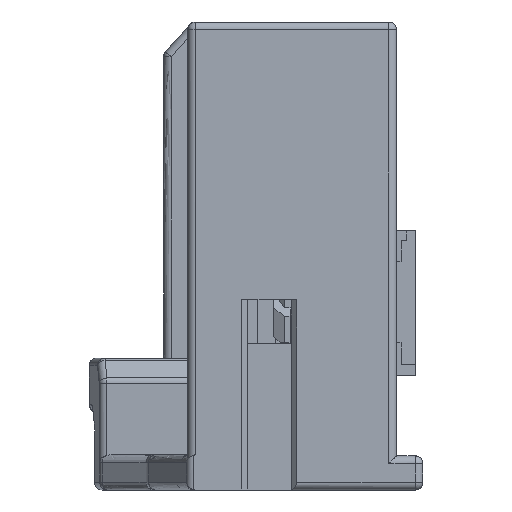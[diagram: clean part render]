
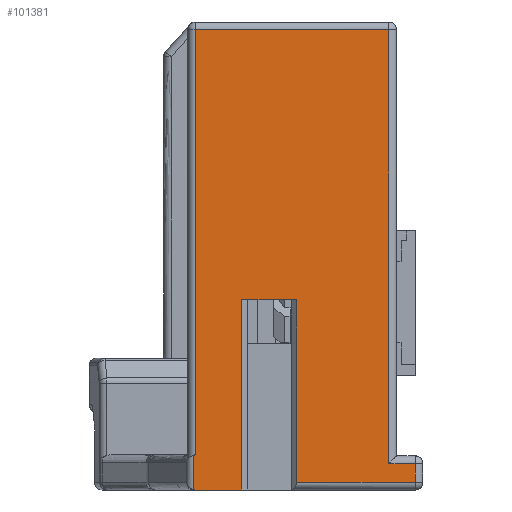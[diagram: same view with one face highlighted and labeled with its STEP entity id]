
A CAD part, left-side view. The second image highlights one B-rep face of the part: STEP entity #101381.
In plain terms, the highlighted planar face has unit normal (-1, 0, 0).
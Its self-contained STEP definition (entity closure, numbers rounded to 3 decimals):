
#53=CARTESIAN_POINT('',(-23.55,10.429,-11.414));
#54=VERTEX_POINT('',#53);
#100=CARTESIAN_POINT('',(-23.55,10.338,-11.425));
#101=VERTEX_POINT('',#100);
#111=CARTESIAN_POINT('',(-23.55,10.429,-11.414));
#112=CARTESIAN_POINT('',(-23.55,10.411,-11.418));
#113=CARTESIAN_POINT('',(-23.55,10.393,-11.422));
#114=CARTESIAN_POINT('',(-23.55,10.375,-11.424));
#115=CARTESIAN_POINT('',(-23.55,10.357,-11.425));
#116=CARTESIAN_POINT('',(-23.55,10.338,-11.425));
#117=B_SPLINE_CURVE_WITH_KNOTS('',5,(#111,#112,#113,#114,#115,#116),.UNSPECIFIED.,.F.,.U.,(6,6),(0.,0.246),.UNSPECIFIED.);
#118=EDGE_CURVE('',#54,#101,#117,.T.);
#295=CARTESIAN_POINT('',(-23.55,8.25,-11.425));
#296=VERTEX_POINT('',#295);
#306=CARTESIAN_POINT('',(-23.55,10.338,-11.425));
#307=CARTESIAN_POINT('',(-23.55,9.921,-11.425));
#308=CARTESIAN_POINT('',(-23.55,9.503,-11.425));
#309=CARTESIAN_POINT('',(-23.55,9.085,-11.425));
#310=CARTESIAN_POINT('',(-23.55,8.668,-11.425));
#311=CARTESIAN_POINT('',(-23.55,8.25,-11.425));
#312=B_SPLINE_CURVE_WITH_KNOTS('',5,(#306,#307,#308,#309,#310,#311),.UNSPECIFIED.,.F.,.U.,(6,6),(0.,2.088),.UNSPECIFIED.);
#313=EDGE_CURVE('',#101,#296,#312,.T.);
#2718=CARTESIAN_POINT('',(-23.55,8.25,-2.775));
#2719=VERTEX_POINT('',#2718);
#2729=CARTESIAN_POINT('',(-23.55,8.25,-11.425));
#2730=CARTESIAN_POINT('',(-23.55,8.25,-9.695));
#2731=CARTESIAN_POINT('',(-23.55,8.25,-7.965));
#2732=CARTESIAN_POINT('',(-23.55,8.25,-6.235));
#2733=CARTESIAN_POINT('',(-23.55,8.25,-4.505));
#2734=CARTESIAN_POINT('',(-23.55,8.25,-2.775));
#2735=B_SPLINE_CURVE_WITH_KNOTS('',5,(#2729,#2730,#2731,#2732,#2733,#2734),.UNSPECIFIED.,.F.,.U.,(6,6),(0.,8.65),.UNSPECIFIED.);
#2736=EDGE_CURVE('',#296,#2719,#2735,.T.);
#2780=CARTESIAN_POINT('',(-23.55,5.75,-2.775));
#2781=VERTEX_POINT('',#2780);
#2791=CARTESIAN_POINT('',(-23.55,8.25,-2.775));
#2792=CARTESIAN_POINT('',(-23.55,7.75,-2.775));
#2793=CARTESIAN_POINT('',(-23.55,7.25,-2.775));
#2794=CARTESIAN_POINT('',(-23.55,6.75,-2.775));
#2795=CARTESIAN_POINT('',(-23.55,6.25,-2.775));
#2796=CARTESIAN_POINT('',(-23.55,5.75,-2.775));
#2797=B_SPLINE_CURVE_WITH_KNOTS('',5,(#2791,#2792,#2793,#2794,#2795,#2796),.UNSPECIFIED.,.F.,.U.,(6,6),(0.,2.5),.UNSPECIFIED.);
#2798=EDGE_CURVE('',#2719,#2781,#2797,.T.);
#2818=CARTESIAN_POINT('',(-23.55,5.75,-11.075));
#2819=VERTEX_POINT('',#2818);
#2820=CARTESIAN_POINT('',(-23.55,5.75,-2.775));
#2821=CARTESIAN_POINT('',(-23.55,5.75,-4.435));
#2822=CARTESIAN_POINT('',(-23.55,5.75,-6.095));
#2823=CARTESIAN_POINT('',(-23.55,5.75,-7.755));
#2824=CARTESIAN_POINT('',(-23.55,5.75,-9.415));
#2825=CARTESIAN_POINT('',(-23.55,5.75,-11.075));
#2826=B_SPLINE_CURVE_WITH_KNOTS('',5,(#2820,#2821,#2822,#2823,#2824,#2825),.UNSPECIFIED.,.F.,.U.,(6,6),(0.,8.3),.UNSPECIFIED.);
#2827=EDGE_CURVE('',#2781,#2819,#2826,.T.);
#2860=CARTESIAN_POINT('',(-23.55,0.35,-11.075));
#2861=VERTEX_POINT('',#2860);
#2862=CARTESIAN_POINT('',(-23.55,5.75,-11.075));
#2863=CARTESIAN_POINT('',(-23.55,4.67,-11.075));
#2864=CARTESIAN_POINT('',(-23.55,3.59,-11.075));
#2865=CARTESIAN_POINT('',(-23.55,2.51,-11.075));
#2866=CARTESIAN_POINT('',(-23.55,1.43,-11.075));
#2867=CARTESIAN_POINT('',(-23.55,0.35,-11.075));
#2868=B_SPLINE_CURVE_WITH_KNOTS('',5,(#2862,#2863,#2864,#2865,#2866,#2867),.UNSPECIFIED.,.F.,.U.,(6,6),(0.,5.4),.UNSPECIFIED.);
#2869=EDGE_CURVE('',#2819,#2861,#2868,.T.);
#2939=CARTESIAN_POINT('',(-23.55,0.35,-10.225));
#2940=VERTEX_POINT('',#2939);
#2959=CARTESIAN_POINT('',(-23.55,0.35,-11.075));
#2960=CARTESIAN_POINT('',(-23.55,0.35,-10.905));
#2961=CARTESIAN_POINT('',(-23.55,0.35,-10.735));
#2962=CARTESIAN_POINT('',(-23.55,0.35,-10.565));
#2963=CARTESIAN_POINT('',(-23.55,0.35,-10.395));
#2964=CARTESIAN_POINT('',(-23.55,0.35,-10.225));
#2965=B_SPLINE_CURVE_WITH_KNOTS('',5,(#2959,#2960,#2961,#2962,#2963,#2964),.UNSPECIFIED.,.F.,.U.,(6,6),(0.,0.85),.UNSPECIFIED.);
#2966=EDGE_CURVE('',#2861,#2940,#2965,.T.);
#2989=CARTESIAN_POINT('',(-23.55,1.55,-10.225));
#2990=VERTEX_POINT('',#2989);
#3009=CARTESIAN_POINT('',(-23.55,0.35,-10.225));
#3010=CARTESIAN_POINT('',(-23.55,0.59,-10.225));
#3011=CARTESIAN_POINT('',(-23.55,0.83,-10.225));
#3012=CARTESIAN_POINT('',(-23.55,1.07,-10.225));
#3013=CARTESIAN_POINT('',(-23.55,1.31,-10.225));
#3014=CARTESIAN_POINT('',(-23.55,1.55,-10.225));
#3015=B_SPLINE_CURVE_WITH_KNOTS('',5,(#3009,#3010,#3011,#3012,#3013,#3014),.UNSPECIFIED.,.F.,.U.,(6,6),(0.,1.2),.UNSPECIFIED.);
#3016=EDGE_CURVE('',#2940,#2990,#3015,.T.);
#3046=CARTESIAN_POINT('',(-23.55,1.55,9.525));
#3047=VERTEX_POINT('',#3046);
#3066=CARTESIAN_POINT('',(-23.55,1.55,-10.225));
#3067=CARTESIAN_POINT('',(-23.55,1.55,-6.275));
#3068=CARTESIAN_POINT('',(-23.55,1.55,-2.325));
#3069=CARTESIAN_POINT('',(-23.55,1.55,1.625));
#3070=CARTESIAN_POINT('',(-23.55,1.55,5.575));
#3071=CARTESIAN_POINT('',(-23.55,1.55,9.525));
#3072=B_SPLINE_CURVE_WITH_KNOTS('',5,(#3066,#3067,#3068,#3069,#3070,#3071),.UNSPECIFIED.,.F.,.U.,(6,6),(0.,19.75),.UNSPECIFIED.);
#3073=EDGE_CURVE('',#2990,#3047,#3072,.T.);
#3095=CARTESIAN_POINT('',(-23.55,10.35,9.525));
#3096=VERTEX_POINT('',#3095);
#3115=CARTESIAN_POINT('',(-23.55,1.55,9.525));
#3116=CARTESIAN_POINT('',(-23.55,3.31,9.525));
#3117=CARTESIAN_POINT('',(-23.55,5.07,9.525));
#3118=CARTESIAN_POINT('',(-23.55,6.83,9.525));
#3119=CARTESIAN_POINT('',(-23.55,8.59,9.525));
#3120=CARTESIAN_POINT('',(-23.55,10.35,9.525));
#3121=B_SPLINE_CURVE_WITH_KNOTS('',5,(#3115,#3116,#3117,#3118,#3119,#3120),.UNSPECIFIED.,.F.,.U.,(6,6),(0.,8.8),.UNSPECIFIED.);
#3122=EDGE_CURVE('',#3047,#3096,#3121,.T.);
#3192=CARTESIAN_POINT('',(-23.55,10.35,-9.825));
#3193=VERTEX_POINT('',#3192);
#3205=CARTESIAN_POINT('',(-23.55,10.35,9.525));
#3206=CARTESIAN_POINT('',(-23.55,10.35,5.655));
#3207=CARTESIAN_POINT('',(-23.55,10.35,1.785));
#3208=CARTESIAN_POINT('',(-23.55,10.35,-2.085));
#3209=CARTESIAN_POINT('',(-23.55,10.35,-5.955));
#3210=CARTESIAN_POINT('',(-23.55,10.35,-9.825));
#3211=B_SPLINE_CURVE_WITH_KNOTS('',5,(#3205,#3206,#3207,#3208,#3209,#3210),.UNSPECIFIED.,.F.,.U.,(6,6),(0.,19.35),.UNSPECIFIED.);
#3212=EDGE_CURVE('',#3096,#3193,#3211,.T.);
#3305=CARTESIAN_POINT('',(-23.55,10.429,-9.836));
#3306=VERTEX_POINT('',#3305);
#3319=CARTESIAN_POINT('',(-23.55,10.35,-9.825));
#3320=CARTESIAN_POINT('',(-23.55,10.366,-9.826));
#3321=CARTESIAN_POINT('',(-23.55,10.382,-9.827));
#3322=CARTESIAN_POINT('',(-23.55,10.398,-9.829));
#3323=CARTESIAN_POINT('',(-23.55,10.414,-9.832));
#3324=CARTESIAN_POINT('',(-23.55,10.429,-9.836));
#3325=B_SPLINE_CURVE_WITH_KNOTS('',5,(#3319,#3320,#3321,#3322,#3323,#3324),.UNSPECIFIED.,.F.,.U.,(6,6),(0.,0.215),.UNSPECIFIED.);
#3326=EDGE_CURVE('',#3193,#3306,#3325,.T.);
#3337=CARTESIAN_POINT('',(-23.55,10.429,-9.836));
#3338=CARTESIAN_POINT('',(-23.55,10.429,-10.152));
#3339=CARTESIAN_POINT('',(-23.55,10.429,-10.467));
#3340=CARTESIAN_POINT('',(-23.55,10.429,-10.783));
#3341=CARTESIAN_POINT('',(-23.55,10.429,-11.098));
#3342=CARTESIAN_POINT('',(-23.55,10.429,-11.414));
#3343=B_SPLINE_CURVE_WITH_KNOTS('',5,(#3337,#3338,#3339,#3340,#3341,#3342),.UNSPECIFIED.,.F.,.U.,(6,6),(0.,1.578),.UNSPECIFIED.);
#3344=EDGE_CURVE('',#3306,#54,#3343,.T.);
#101361=CARTESIAN_POINT('',(-23.55,5.39,-0.95));
#101362=DIRECTION('',(0.,0.,-1.));
#101363=DIRECTION('',(-1.,-0.,-0.));
#101364=AXIS2_PLACEMENT_3D('',#101361,#101363,#101362);
#101365=PLANE('',#101364);
#101366=ORIENTED_EDGE('',*,*,#118,.T.);
#101367=ORIENTED_EDGE('',*,*,#313,.T.);
#101368=ORIENTED_EDGE('',*,*,#2736,.T.);
#101369=ORIENTED_EDGE('',*,*,#2798,.T.);
#101370=ORIENTED_EDGE('',*,*,#2827,.T.);
#101371=ORIENTED_EDGE('',*,*,#2869,.T.);
#101372=ORIENTED_EDGE('',*,*,#2966,.T.);
#101373=ORIENTED_EDGE('',*,*,#3016,.T.);
#101374=ORIENTED_EDGE('',*,*,#3073,.T.);
#101375=ORIENTED_EDGE('',*,*,#3122,.T.);
#101376=ORIENTED_EDGE('',*,*,#3212,.T.);
#101377=ORIENTED_EDGE('',*,*,#3326,.T.);
#101378=ORIENTED_EDGE('',*,*,#3344,.T.);
#101379=EDGE_LOOP('',(#101366,#101367,#101368,#101369,#101370,#101371,#101372,#101373,#101374,#101375,#101376,#101377,#101378));
#101380=FACE_OUTER_BOUND('',#101379,.T.);
#101381=ADVANCED_FACE('',(#101380),#101365,.T.);
